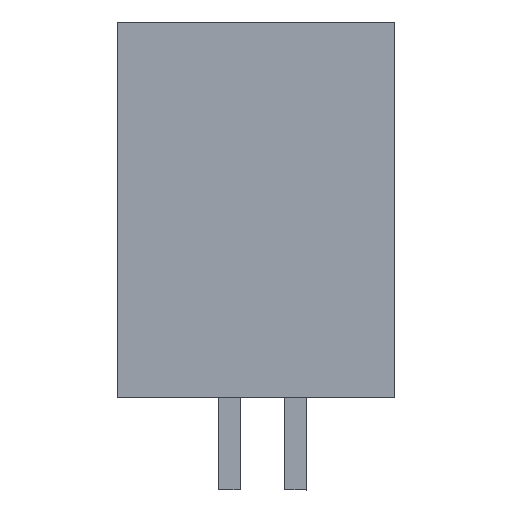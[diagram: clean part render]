
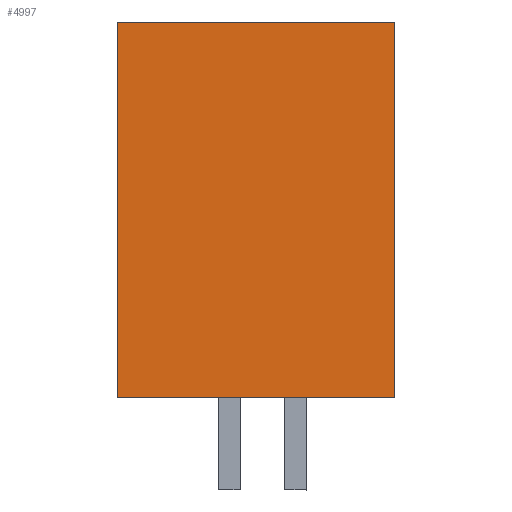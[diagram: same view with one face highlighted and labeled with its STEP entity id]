
A CAD part, left-side view. The second image highlights one B-rep face of the part: STEP entity #4997.
In plain terms, the highlighted planar face has unit normal (-1, 0, 0).
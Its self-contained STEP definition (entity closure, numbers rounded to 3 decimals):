
#4977=AXIS2_PLACEMENT_3D('Plane Axis2P3D',#4974,#4975,#4976) ;
#961=CARTESIAN_POINT('Vertex',(0.,0.,3.5)) ;
#964=CARTESIAN_POINT('Line Origine',(0.,5.25,3.5)) ;
#968=CARTESIAN_POINT('Vertex',(0.,10.5,3.5)) ;
#2106=CARTESIAN_POINT('Line Origine',(0.,0.,10.6)) ;
#2110=CARTESIAN_POINT('Vertex',(0.,0.,17.7)) ;
#4974=CARTESIAN_POINT('Axis2P3D Location',(0.,10.5,0.)) ;
#4979=CARTESIAN_POINT('Line Origine',(0.,10.5,10.6)) ;
#4983=CARTESIAN_POINT('Vertex',(0.,10.5,17.7)) ;
#4986=CARTESIAN_POINT('Line Origine',(0.,5.25,17.7)) ;
#965=DIRECTION('Vector Direction',(0.,-1.,0.)) ;
#2107=DIRECTION('Vector Direction',(0.,0.,1.)) ;
#4975=DIRECTION('Axis2P3D Direction',(-1.,0.,0.)) ;
#4976=DIRECTION('Axis2P3D XDirection',(0.,-1.,0.)) ;
#4980=DIRECTION('Vector Direction',(0.,0.,1.)) ;
#4987=DIRECTION('Vector Direction',(0.,-1.,0.)) ;
#966=VECTOR('Line Direction',#965,1.) ;
#2108=VECTOR('Line Direction',#2107,1.) ;
#4981=VECTOR('Line Direction',#4980,1.) ;
#4988=VECTOR('Line Direction',#4987,1.) ;
#4992=ORIENTED_EDGE('',*,*,#4985,.T.) ;
#4993=ORIENTED_EDGE('',*,*,#970,.T.) ;
#4994=ORIENTED_EDGE('',*,*,#2112,.T.) ;
#4995=ORIENTED_EDGE('',*,*,#4990,.T.) ;
#4997=ADVANCED_FACE('HOUSING',(#4996),#4978,.T.) ;
#970=EDGE_CURVE('',#969,#962,#967,.T.) ;
#2112=EDGE_CURVE('',#962,#2111,#2109,.T.) ;
#4985=EDGE_CURVE('',#4984,#969,#4982,.F.) ;
#4990=EDGE_CURVE('',#2111,#4984,#4989,.F.) ;
#4991=EDGE_LOOP('',(#4992,#4993,#4994,#4995)) ;
#4996=FACE_OUTER_BOUND('',#4991,.T.) ;
#967=LINE('Line',#964,#966) ;
#2109=LINE('Line',#2106,#2108) ;
#4982=LINE('Line',#4979,#4981) ;
#4989=LINE('Line',#4986,#4988) ;
#4978=PLANE('',#4977) ;
#962=VERTEX_POINT('',#961) ;
#969=VERTEX_POINT('',#968) ;
#2111=VERTEX_POINT('',#2110) ;
#4984=VERTEX_POINT('',#4983) ;
